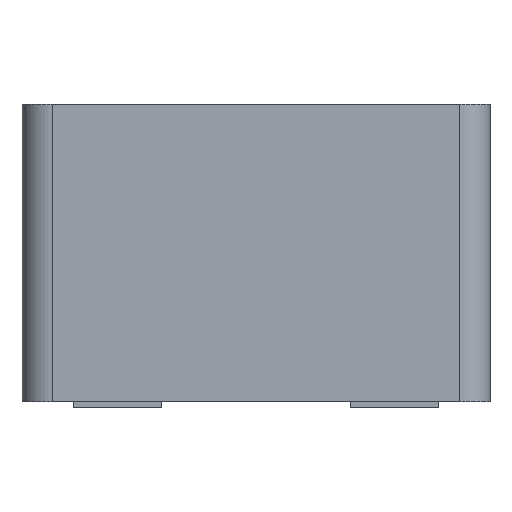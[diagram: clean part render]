
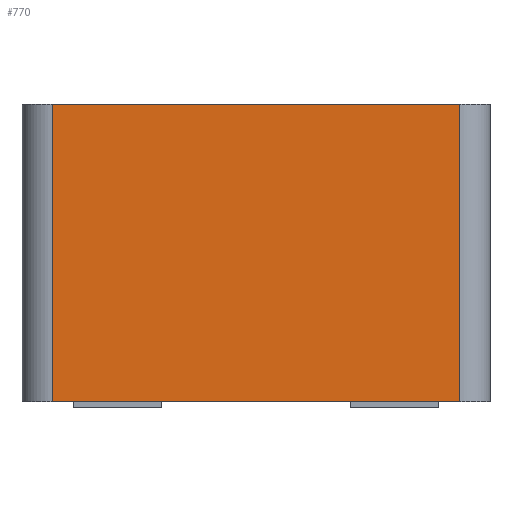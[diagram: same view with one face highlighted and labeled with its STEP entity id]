
A CAD part, front view. The second image highlights one B-rep face of the part: STEP entity #770.
In plain terms, the highlighted planar face has unit normal (0, -1, 0).
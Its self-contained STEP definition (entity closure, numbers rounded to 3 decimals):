
#411 = EDGE_CURVE('',#412,#414,#416,.T.);
#412 = VERTEX_POINT('',#413);
#413 = CARTESIAN_POINT('',(-3.35,-4.,5.));
#414 = VERTEX_POINT('',#415);
#415 = CARTESIAN_POINT('',(3.35,-4.,5.));
#416 = LINE('',#417,#418);
#417 = CARTESIAN_POINT('',(0.,-4.,5.));
#418 = VECTOR('',#419,1.);
#419 = DIRECTION('',(1.,0.,0.));
#770 = ADVANCED_FACE('',(#771),#796,.F.);
#771 = FACE_BOUND('',#772,.T.);
#772 = EDGE_LOOP('',(#773,#781,#789,#795));
#773 = ORIENTED_EDGE('',*,*,#774,.F.);
#774 = EDGE_CURVE('',#775,#412,#777,.T.);
#775 = VERTEX_POINT('',#776);
#776 = CARTESIAN_POINT('',(-3.35,-4.,0.1));
#777 = LINE('',#778,#779);
#778 = CARTESIAN_POINT('',(-3.35,-4.,5.));
#779 = VECTOR('',#780,1.);
#780 = DIRECTION('',(0.,0.,1.));
#781 = ORIENTED_EDGE('',*,*,#782,.F.);
#782 = EDGE_CURVE('',#783,#775,#785,.T.);
#783 = VERTEX_POINT('',#784);
#784 = CARTESIAN_POINT('',(3.35,-4.,0.1));
#785 = LINE('',#786,#787);
#786 = CARTESIAN_POINT('',(-3.85,-4.,0.1));
#787 = VECTOR('',#788,1.);
#788 = DIRECTION('',(-1.,-0.,0.));
#789 = ORIENTED_EDGE('',*,*,#790,.F.);
#790 = EDGE_CURVE('',#414,#783,#791,.T.);
#791 = LINE('',#792,#793);
#792 = CARTESIAN_POINT('',(3.35,-4.,5.));
#793 = VECTOR('',#794,1.);
#794 = DIRECTION('',(-0.,0.,-1.));
#795 = ORIENTED_EDGE('',*,*,#411,.F.);
#796 = PLANE('',#797);
#797 = AXIS2_PLACEMENT_3D('',#798,#799,#800);
#798 = CARTESIAN_POINT('',(-3.85,-4.,5.));
#799 = DIRECTION('',(0.,1.,0.));
#800 = DIRECTION('',(-1.,-0.,0.));
